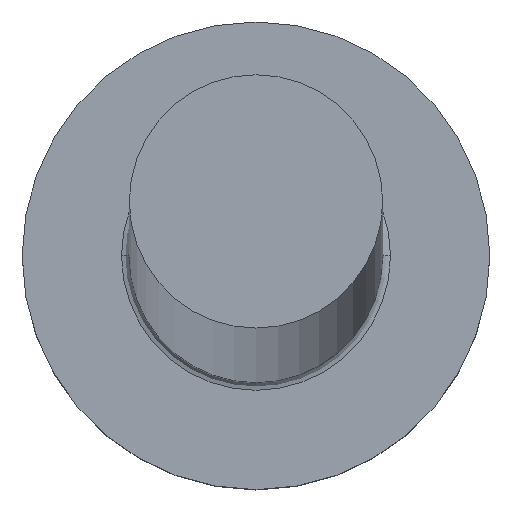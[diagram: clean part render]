
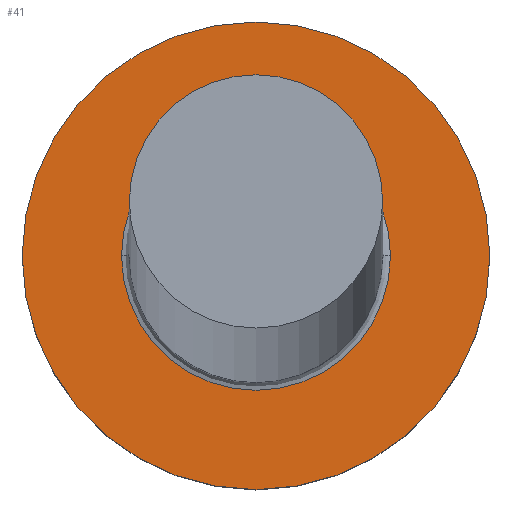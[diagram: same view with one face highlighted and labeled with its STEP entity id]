
A CAD part, top view. The second image highlights one B-rep face of the part: STEP entity #41.
In plain terms, the highlighted planar face has unit normal (0, 0, 1).
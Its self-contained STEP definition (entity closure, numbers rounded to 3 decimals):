
#1 = CARTESIAN_POINT ( 'NONE',  ( 0., 0., 5. ) ) ;
#6 = AXIS2_PLACEMENT_3D ( 'NONE', #1, #116, #90 ) ;
#9 = ORIENTED_EDGE ( 'NONE', *, *, #260, .T. ) ;
#11 = EDGE_CURVE ( 'NONE', #35, #56, #302, .T. ) ;
#35 = VERTEX_POINT ( 'NONE', #106 ) ;
#40 = AXIS2_PLACEMENT_3D ( 'NONE', #84, #178, #150 ) ;
#41 = ADVANCED_FACE ( 'NONE', ( #85, #279 ), #180, .T. ) ;
#42 = CARTESIAN_POINT ( 'NONE',  ( -6., 0., 5. ) ) ;
#56 = VERTEX_POINT ( 'NONE', #42 ) ;
#75 = VERTEX_POINT ( 'NONE', #155 ) ;
#84 = CARTESIAN_POINT ( 'NONE',  ( 0., 0., 5. ) ) ;
#85 = FACE_BOUND ( 'NONE', #145, .T. ) ;
#90 = DIRECTION ( 'NONE',  ( 1., 0., 0. ) ) ;
#93 = EDGE_CURVE ( 'NONE', #56, #35, #280, .T. ) ;
#105 = CARTESIAN_POINT ( 'NONE',  ( 0., 0., 5. ) ) ;
#106 = CARTESIAN_POINT ( 'NONE',  ( 6., 0., 5. ) ) ;
#109 = DIRECTION ( 'NONE',  ( 1., 0., 0. ) ) ;
#110 = CARTESIAN_POINT ( 'NONE',  ( 0., 0., 5. ) ) ;
#113 = CIRCLE ( 'NONE', #231, 3.45 ) ;
#116 = DIRECTION ( 'NONE',  ( 0., 0., -1. ) ) ;
#130 = CARTESIAN_POINT ( 'NONE',  ( 0., 0., 5. ) ) ;
#140 = CIRCLE ( 'NONE', #6, 3.45 ) ;
#145 = EDGE_LOOP ( 'NONE', ( #281, #9 ) ) ;
#149 = DIRECTION ( 'NONE',  ( 1., 0., 0. ) ) ;
#150 = DIRECTION ( 'NONE',  ( 1., 0., 0. ) ) ;
#152 = DIRECTION ( 'NONE',  ( 0., 0., 1. ) ) ;
#155 = CARTESIAN_POINT ( 'NONE',  ( -3.45, 0., 5. ) ) ;
#178 = DIRECTION ( 'NONE',  ( 0., 0., 1. ) ) ;
#179 = EDGE_CURVE ( 'NONE', #192, #75, #140, .T. ) ;
#180 = PLANE ( 'NONE',  #262 ) ;
#182 = DIRECTION ( 'NONE',  ( 1., 0., 0. ) ) ;
#184 = CARTESIAN_POINT ( 'NONE',  ( 3.45, 0., 5. ) ) ;
#192 = VERTEX_POINT ( 'NONE', #184 ) ;
#197 = ORIENTED_EDGE ( 'NONE', *, *, #11, .T. ) ;
#199 = DIRECTION ( 'NONE',  ( 0., 0., 1. ) ) ;
#231 = AXIS2_PLACEMENT_3D ( 'NONE', #110, #307, #109 ) ;
#246 = EDGE_LOOP ( 'NONE', ( #248, #197 ) ) ;
#248 = ORIENTED_EDGE ( 'NONE', *, *, #93, .T. ) ;
#260 = EDGE_CURVE ( 'NONE', #75, #192, #113, .T. ) ;
#262 = AXIS2_PLACEMENT_3D ( 'NONE', #105, #199, #182 ) ;
#279 = FACE_OUTER_BOUND ( 'NONE', #246, .T. ) ;
#280 = CIRCLE ( 'NONE', #288, 6. ) ;
#281 = ORIENTED_EDGE ( 'NONE', *, *, #179, .T. ) ;
#288 = AXIS2_PLACEMENT_3D ( 'NONE', #130, #152, #149 ) ;
#302 = CIRCLE ( 'NONE', #40, 6. ) ;
#307 = DIRECTION ( 'NONE',  ( 0., 0., -1. ) ) ;
